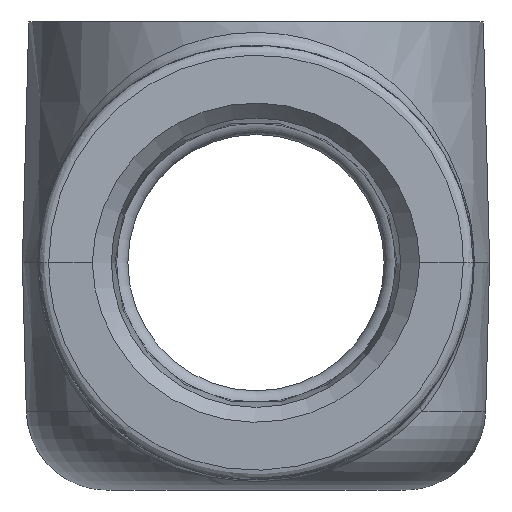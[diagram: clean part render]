
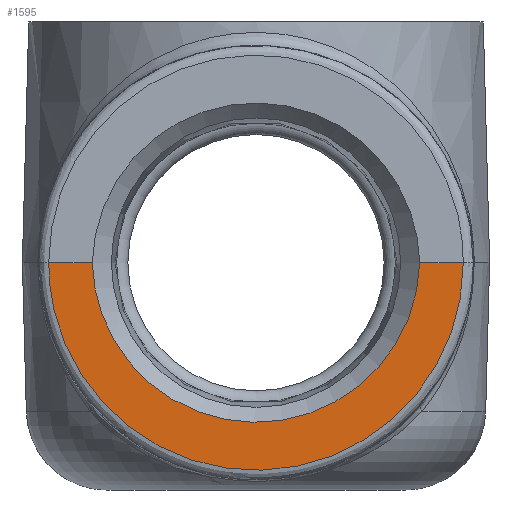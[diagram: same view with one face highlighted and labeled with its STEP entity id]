
A CAD part, left-side view. The second image highlights one B-rep face of the part: STEP entity #1595.
In plain terms, the highlighted planar face has unit normal (-1, 0, -0.026).
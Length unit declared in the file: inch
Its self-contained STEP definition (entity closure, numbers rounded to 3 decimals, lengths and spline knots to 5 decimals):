
#99=LINE('',#4831,#175);
#100=LINE('',#4833,#176);
#175=VECTOR('',#2017,0.407);
#176=VECTOR('',#2018,0.407);
#241=PLANE('',#1741);
#434=FACE_OUTER_BOUND('',#531,.T.);
#531=EDGE_LOOP('',(#1142,#1143,#1144,#1145));
#617=ELLIPSE('',#1696,1.93866,1.938);
#626=ELLIPSE('',#1742,1.53258,1.53153);
#644=VERTEX_POINT('',#2474);
#645=VERTEX_POINT('',#2476);
#708=VERTEX_POINT('',#4830);
#709=VERTEX_POINT('',#4832);
#806=EDGE_CURVE('',#645,#644,#617,.F.);
#879=EDGE_CURVE('',#645,#708,#99,.T.);
#880=EDGE_CURVE('',#709,#644,#100,.T.);
#881=EDGE_CURVE('',#708,#709,#626,.F.);
#1142=ORIENTED_EDGE('',*,*,#879,.F.);
#1143=ORIENTED_EDGE('',*,*,#806,.T.);
#1144=ORIENTED_EDGE('',*,*,#880,.F.);
#1145=ORIENTED_EDGE('',*,*,#881,.F.);
#1595=ADVANCED_FACE('',(#434),#241,.F.);
#1696=AXIS2_PLACEMENT_3D('',#2477,#1913,#1914);
#1741=AXIS2_PLACEMENT_3D('',#4829,#2015,#2016);
#1742=AXIS2_PLACEMENT_3D('',#4834,#2019,#2020);
#1913=DIRECTION('center_axis',(1.,0.,0.026));
#1914=DIRECTION('ref_axis',(-0.026,0.,1.));
#2015=DIRECTION('center_axis',(1.,0.,0.026));
#2016=DIRECTION('ref_axis',(0.026,0.,-1.));
#2017=DIRECTION('',(0.,-1.,0.));
#2018=DIRECTION('',(0.,-1.,0.));
#2019=DIRECTION('center_axis',(1.,0.,0.026));
#2020=DIRECTION('ref_axis',(-0.026,0.,1.));
#2474=CARTESIAN_POINT('',(-6.37142,-1.938,0.));
#2476=CARTESIAN_POINT('',(-6.37142,1.938,0.));
#2477=CARTESIAN_POINT('Origin',(-6.37135,0.,-0.00243));
#4829=CARTESIAN_POINT('Origin',(-6.37142,0.,0.));
#4830=CARTESIAN_POINT('',(-6.37142,1.531,0.));
#4831=CARTESIAN_POINT('',(-6.37142,1.938,0.));
#4832=CARTESIAN_POINT('',(-6.37142,-1.531,0.));
#4833=CARTESIAN_POINT('',(-6.37142,-1.531,0.));
#4834=CARTESIAN_POINT('Origin',(-6.37247,0.,
0.04012));
